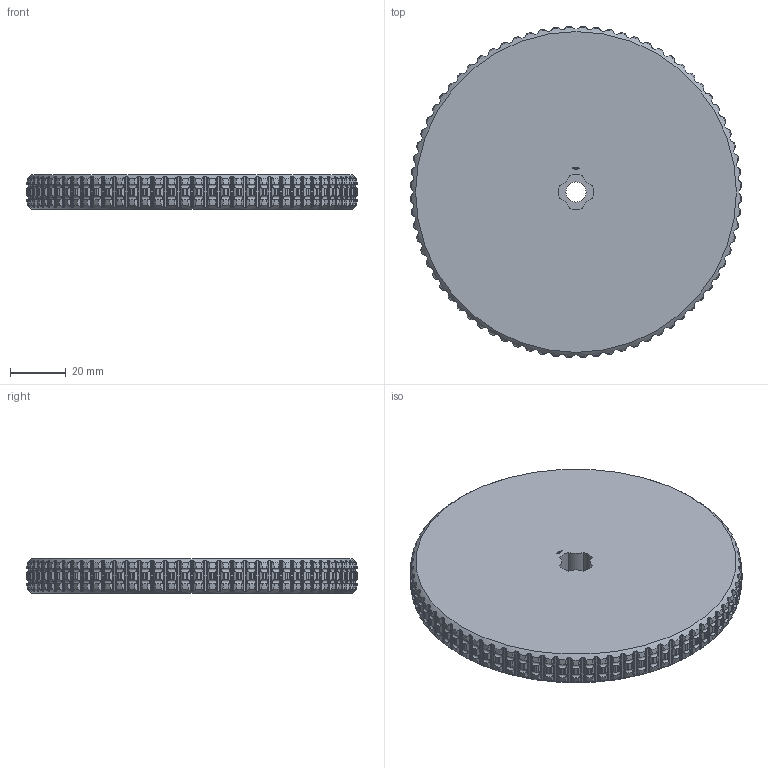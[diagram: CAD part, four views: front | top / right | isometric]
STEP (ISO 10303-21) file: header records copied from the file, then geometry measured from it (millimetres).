
FILE_DESCRIPTION(('FreeCAD Model'),'2;1');
FILE_NAME('Open CASCADE Shape Model','2023-12-20T21:18:35',(''),(''), 'Open CASCADE STEP processor 7.6','FreeCAD','Unknown');
FILE_SCHEMA(('AUTOMOTIVE_DESIGN { 1 0 10303 214 1 1 1 1 }'));
Products named in the file (1): Wheel GND TTRD PLN BU09.50x01.00 - SPN-WHL-0031 (stemfie.org)
Bounding box: 118.69 x 118.69 x 12.5 mm (x, y, z)
Volume: 132928.4 mm3; surface area: 28397.1 mm2
Topology: 1 solids, 1 shells, 2195 faces, 6407 edges, 4266 vertices
Faces by surface type: cylinder 849, plane 567, cone 341, torus 304, extrusion 134
Full cylindrical faces by diameter (mm): 2 x4, 7.2 x1
Entity records: 242666 total; most frequent: CARTESIAN_POINT 115872, DIRECTION 15515, ORIENTED_EDGE 12814, PCURVE 12814, DEFINITIONAL_REPRESENTATION 12814, B_SPLINE_CURVE_WITH_KNOTS 9354, VECTOR 8325, LINE 8191
